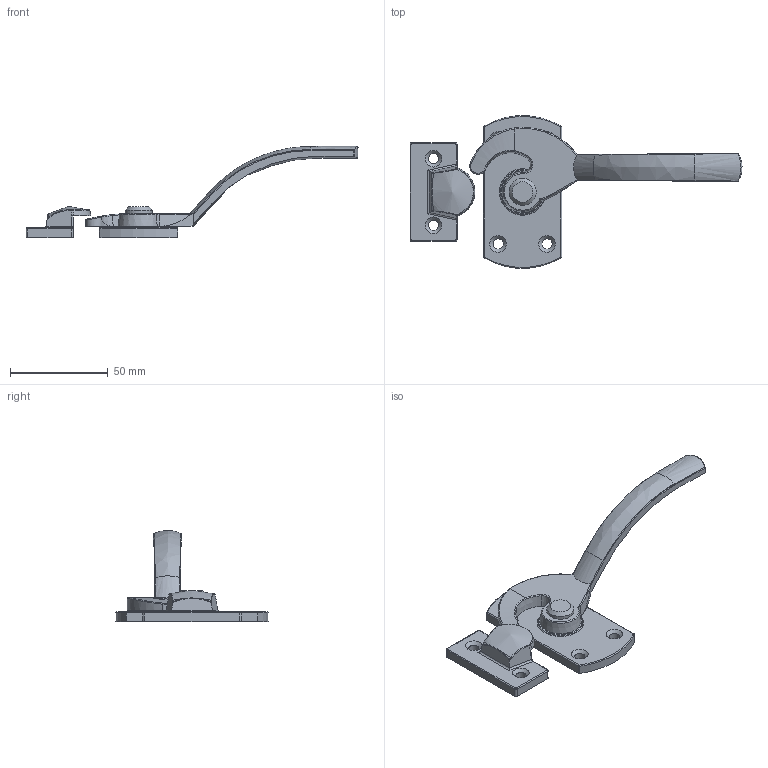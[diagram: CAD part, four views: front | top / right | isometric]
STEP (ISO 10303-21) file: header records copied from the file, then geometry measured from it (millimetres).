
FILE_DESCRIPTION(/* description */ (''),/* implementation_level */ '2;1');
FILE_NAME(/* name */ 'D-1114-2.stp',/* time_stamp */ '2026-03-03T13:49:15+09:00',/* author */ ('user'),/* organization */ (''),/* preprocessor_version */ 'ST-DEVELOPER v15.6',/* originating_system */ 'Autodesk Inventor 2015',/* authorisation */ '');
FILE_SCHEMA (('AUTOMOTIVE_DESIGN { 1 0 10303 214 3 1 1 }'));
Length unit declared in the file: millimetre
Products named in the file (6): D-1114-2_베이스; D-1114-2_와샤; D-1114-2_키퍼; D-1114-2_핀; D-1114-2_핸들; D-1114-2
Bounding box: 169.5 x 77.78 x 46.5 mm (x, y, z)
Volume: 32442.8 mm3; surface area: 21003.1 mm2
Topology: 5 solids, 5 shells, 200 faces, 481 edges, 298 vertices
Faces by surface type: plane 63, cylinder 62, bspline 46, cone 13, torus 10, sphere 6
Full cylindrical faces by diameter (mm): 5.2 x2, 5.3 x4, 9 x1, 10 x4, 12.8 x1, 13.8 x1, 20 x1, 24 x1
Entity records: 6833 total; most frequent: CARTESIAN_POINT 2179, DIRECTION 951, ORIENTED_EDGE 912, EDGE_CURVE 456, AXIS2_PLACEMENT_3D 388, VERTEX_POINT 297, EDGE_LOOP 249, FACE_OUTER_BOUND 200
